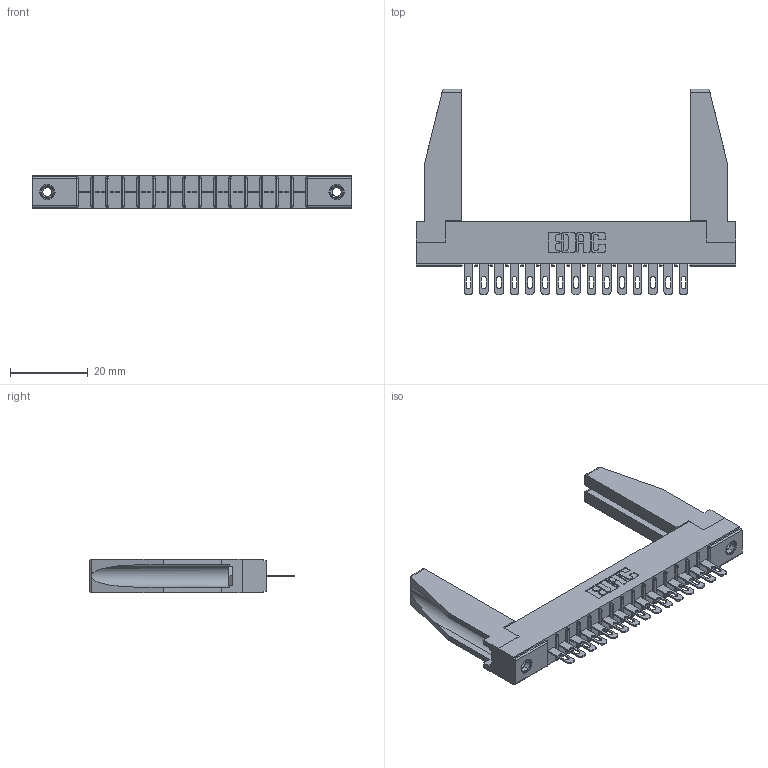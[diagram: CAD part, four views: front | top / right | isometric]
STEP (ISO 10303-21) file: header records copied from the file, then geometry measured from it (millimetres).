
FILE_DESCRIPTION (( 'STEP AP203' ), '1' );
FILE_NAME ('316-015-400-178.STEP', '2020-09-22T17:17:11', ( '' ), ( '' ), 'SwSTEP 2.0', 'SolidWorks 2020', '' );
FILE_SCHEMA (( 'CONFIG_CONTROL_DESIGN' ));
Length unit declared in the file: inch
Products named in the file (5): 306 Part_.156 Dia; 307-220-078; 345-250-001_345-250-001-102; 316-015-400-178; 306-290-001_100
Assembly tree (20 placements, depth 2):
  316-015-400-178
    306 Part_.156 Dia
    306-290-001_100  x15
    345-250-001_345-250-001-102  x2
    307-220-078  x2
Bounding box: 82.45 x 52.91 x 8.71 mm (x, y, z)
Volume: 9653.5 mm3; surface area: 12206.4 mm2
Topology: 20 solids, 20 shells, 1386 faces, 3871 edges, 2490 vertices
Faces by surface type: plane 902, cylinder 408, sphere 60, cone 12, torus 4
Entity records: 20089 total; most frequent: CARTESIAN_POINT 3370, ORIENTED_EDGE 3296, DIRECTION 3278, EDGE_CURVE 1648, LINE 1274, VECTOR 1274, VERTEX_POINT 1052, AXIS2_PLACEMENT_3D 1002
